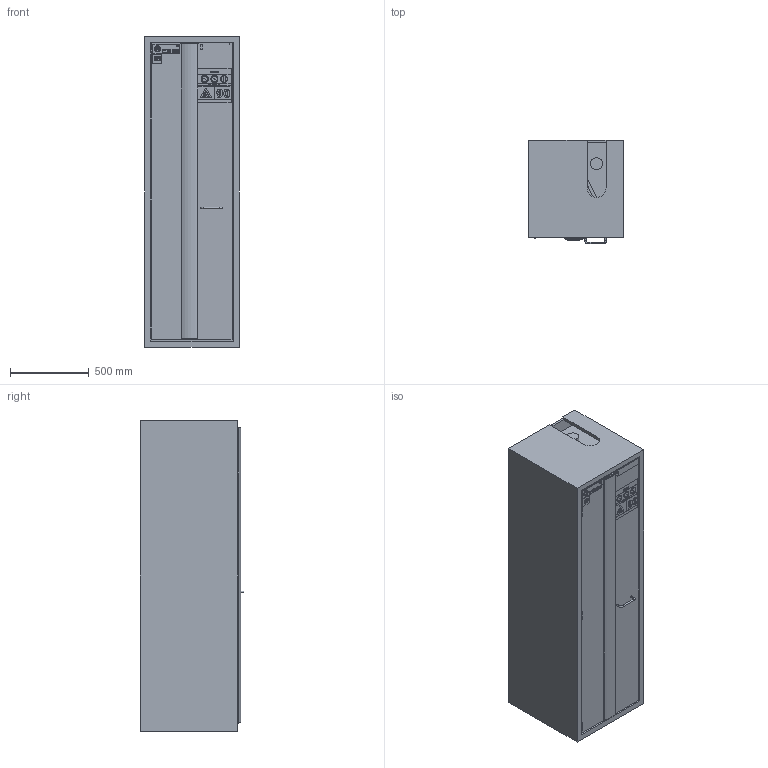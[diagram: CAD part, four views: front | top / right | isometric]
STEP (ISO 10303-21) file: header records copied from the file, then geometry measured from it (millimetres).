
FILE_DESCRIPTION(/* description */ (''),/* implementation_level */ '2;1');
FILE_NAME(/* name */ 'S90.196.060.FDAC_30235-001-30269_CD.stp',/* time_stamp */ '2017-03-03T10:27:01+01:00',/* author */ ('pproduktmanagement'),/* organization */ ('asecos® GmbH'),/* preprocessor_version */ 'ST-DEVELOPER v16.5',/* originating_system */ 'Autodesk Inventor 2017',/* authorisation */ '');
FILE_SCHEMA (('AUTOMOTIVE_DESIGN { 1 0 10303 214 3 1 1 }'));
Length unit declared in the file: millimetre
Products named in the file (2): S90.196.060.FDAC_30235-001-30269; S90.196.060.FDAC_30235-001-30269_CD
Assembly tree (1 placements, depth 2):
  S90.196.060.FDAC_30235-001-30269
    S90.196.060.FDAC_30235-001-30269_CD
Bounding box: 596.5 x 655.85 x 1968 mm (x, y, z)
Volume: 303282927.3 mm3; surface area: 16755221.2 mm2
Topology: 27 solids, 31 shells, 930 faces, 2313 edges, 1525 vertices
Faces by surface type: plane 695, bspline 135, cylinder 97, torus 2, cone 1
Full cylindrical faces by diameter (mm): 3.242 x1, 4 x2, 4.2 x1, 5 x5, 8 x2, 8.1 x2, 10.3 x3, 30 x30, 33.8 x1, 37.8 x1, 40 x1, 45 x3, 75 x2
Entity records: 29204 total; most frequent: CARTESIAN_POINT 6851, ORIENTED_EDGE 4526, DIRECTION 3779, EDGE_CURVE 2258, LINE 1793, VECTOR 1793, VERTEX_POINT 1523, EDGE_LOOP 1142
